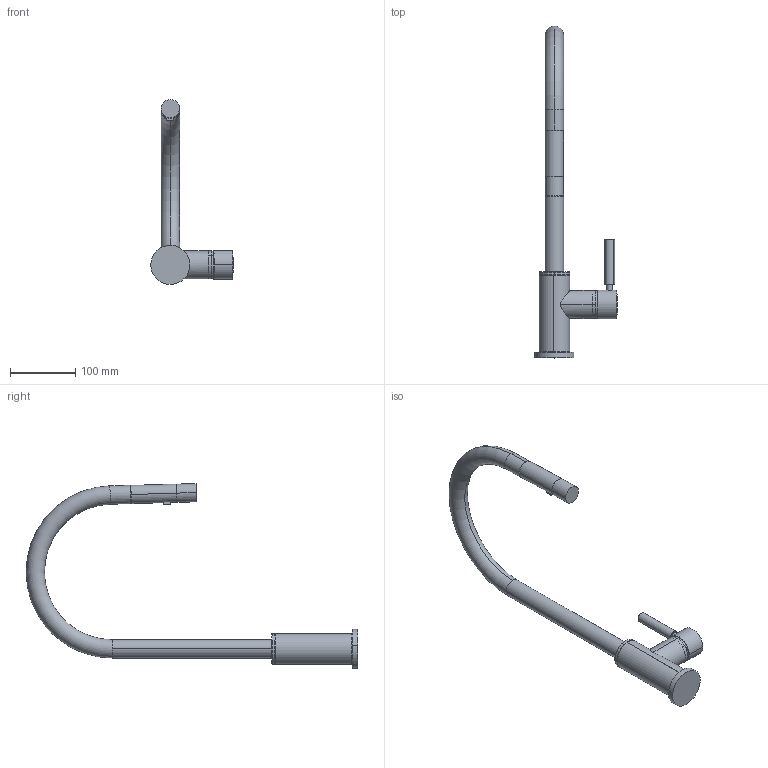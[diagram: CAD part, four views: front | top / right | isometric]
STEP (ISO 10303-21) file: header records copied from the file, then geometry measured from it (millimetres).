
FILE_DESCRIPTION (( 'STEP AP214' ), '1' );
FILE_NAME ('33870888.STEP', '2022-06-23T08:16:49', ( '' ), ( '' ), 'SwSTEP 2.0', 'SolidWorks 2020', '' );
FILE_SCHEMA (( 'AUTOMOTIVE_DESIGN' ));
Length unit declared in the file: millimetre
Products named in the file (15): Planungsmodell_Deckel-+-09.19.87.004.90-01_091987004-00; Planungsmodell_Rohr-+-09.28.22.304.90-1; Planungsmodell_Huelse-+-09.18.40.197.90-1; Planungsmodell_Hebel-+-09.20.66.026.90-1_Default1; Planungsmodell_Rosette-+-09.27.22.040.90-1; Planungsmodell_Verbinder-+-09.18.40.186.90-1; Planungsmodell_Handbrause-+-04.12.11.148.00-1; Planungsmodell_Knopf-+-09.21.33.047.90-1; Planungsmodell_Auslauf-+-04.28.22.304.00.90-1; Planungsmodell_Hebel Unterteil Ø45-+-09.20.66.017.90-1; 33870888; Planungsmodell_Huelse-+-09.18.40.194.90-1; Planungsmodell_Gehäuse-+-09.19.87.002.90-01_091987002-00; Planungsmodell_Haube-+-09.28.30.030.90-1; Planungsmodell_Rohr-+-09.19.87.003.90-01_091987003-00
Assembly tree (14 placements, depth 3):
  33870888
    Planungsmodell_Haube-+-09.28.30.030.90-1
    Planungsmodell_Rosette-+-09.27.22.040.90-1
    Planungsmodell_Hebel-+-09.20.66.026.90-1_Default1
    Planungsmodell_Hebel Unterteil Ø45-+-09.20.66.017.90-1
    Planungsmodell_Verbinder-+-09.18.40.186.90-1
    Planungsmodell_Auslauf-+-04.28.22.304.00.90-1
      Planungsmodell_Rohr-+-09.28.22.304.90-1
    Planungsmodell_Handbrause-+-04.12.11.148.00-1
      Planungsmodell_Huelse-+-09.18.40.197.90-1
      Planungsmodell_Huelse-+-09.18.40.194.90-1
      Planungsmodell_Knopf-+-09.21.33.047.90-1
    Planungsmodell_Rohr-+-09.19.87.003.90-01_091987003-00
    Planungsmodell_Deckel-+-09.19.87.004.90-01_091987004-00
    Planungsmodell_Gehäuse-+-09.19.87.002.90-01_091987002-00
Bounding box: 126.29 x 508.99 x 283.51 mm (x, y, z)
Volume: 647482.1 mm3; surface area: 150993.9 mm2
Topology: 12 solids, 13 shells, 91 faces, 164 edges, 102 vertices
Faces by surface type: cylinder 33, plane 32, torus 14, cone 8, sphere 4
Entity records: 2994 total; most frequent: CARTESIAN_POINT 510, DIRECTION 488, ORIENTED_EDGE 324, AXIS2_PLACEMENT_3D 218, EDGE_CURVE 162, CIRCLE 108, VERTEX_POINT 102, EDGE_LOOP 96
